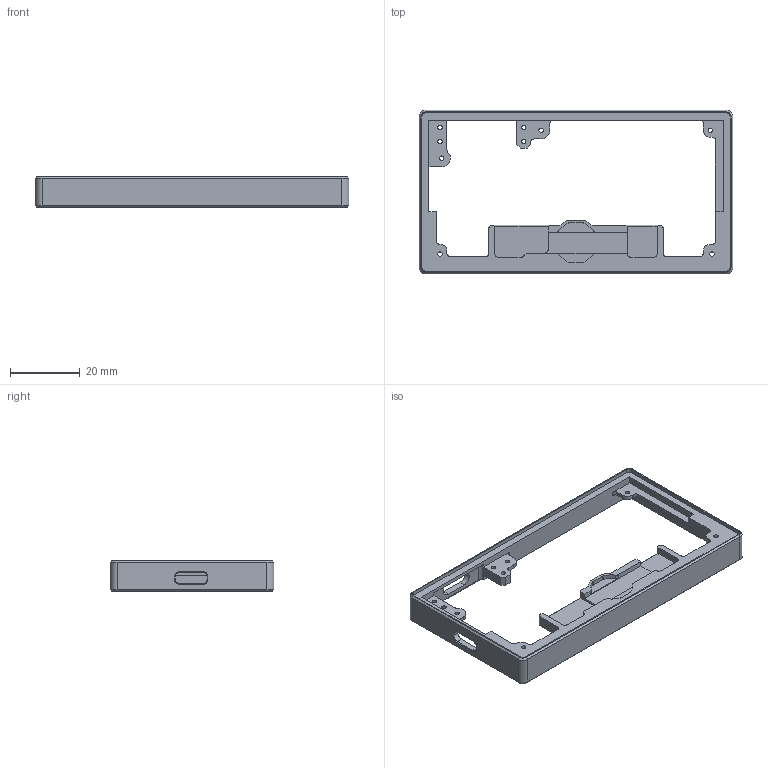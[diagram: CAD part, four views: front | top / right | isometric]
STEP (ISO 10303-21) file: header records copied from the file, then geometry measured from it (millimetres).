
FILE_DESCRIPTION (( 'STEP AP203' ), '1' );
FILE_NAME ('NEO-01.STEP', '2017-12-26T15:19:52', ( '' ), ( '' ), 'SwSTEP 2.0', 'SolidWorks 2010', '' );
FILE_SCHEMA (( 'CONFIG_CONTROL_DESIGN' ));
Length unit declared in the file: millimetre
Products named in the file (1): NEO-01
Bounding box: 90 x 47 x 9 mm (x, y, z)
Volume: 7113.3 mm3; surface area: 8127.8 mm2
Topology: 1 solids, 1 shells, 214 faces, 582 edges, 375 vertices
Faces by surface type: plane 108, cylinder 92, cone 14
Entity records: 6877 total; most frequent: DIRECTION 1210, CARTESIAN_POINT 1172, ORIENTED_EDGE 1164, EDGE_CURVE 582, AXIS2_PLACEMENT_3D 413, VECTOR 384, LINE 384, VERTEX_POINT 375
